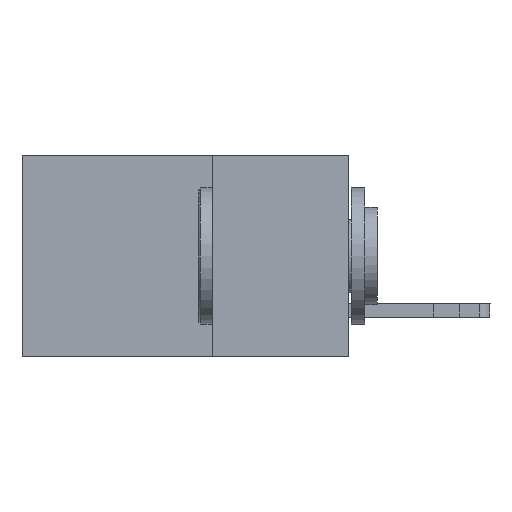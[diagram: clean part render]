
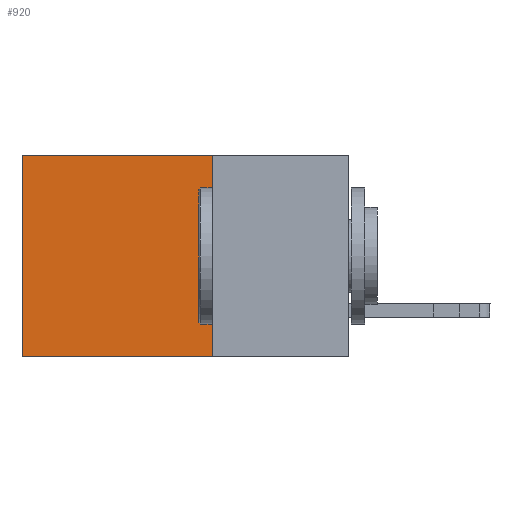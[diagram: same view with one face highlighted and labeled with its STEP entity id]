
A CAD part, left-side view. The second image highlights one B-rep face of the part: STEP entity #920.
In plain terms, the highlighted planar face has unit normal (-1, 0, 0).
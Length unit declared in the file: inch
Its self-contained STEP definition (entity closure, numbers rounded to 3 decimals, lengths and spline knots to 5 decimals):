
#920 = ADVANCED_FACE ( 'NONE', ( #7428 ), #17185, .F. ) ;
#1346 = CARTESIAN_POINT ( 'NONE',  ( 0.2615, 0.25, -0.37 ) ) ;
#1372 = LINE ( 'NONE', #17833, #16663 ) ;
#3227 = CARTESIAN_POINT ( 'NONE',  ( 0.2615, 0.6, 0. ) ) ;
#3265 = VERTEX_POINT ( 'NONE', #7800 ) ;
#3816 = DIRECTION ( 'NONE',  ( 1., 0., 0. ) ) ;
#3970 = VERTEX_POINT ( 'NONE', #3227 ) ;
#4333 = LINE ( 'NONE', #1346, #20042 ) ;
#5457 = AXIS2_PLACEMENT_3D ( 'NONE', #14015, #3816, #10302 ) ;
#6480 = DIRECTION ( 'NONE',  ( 0., 0., -1. ) ) ;
#7428 = FACE_OUTER_BOUND ( 'NONE', #11718, .T. ) ;
#7800 = CARTESIAN_POINT ( 'NONE',  ( 0.2615, 0.6, -0.37 ) ) ;
#7818 = ORIENTED_EDGE ( 'NONE', *, *, #17799, .T. ) ;
#8899 = CARTESIAN_POINT ( 'NONE',  ( 0.2615, 0.25, -0.37 ) ) ;
#10302 = DIRECTION ( 'NONE',  ( 0., 0., -1. ) ) ;
#11201 = CARTESIAN_POINT ( 'NONE',  ( 0.2615, 0.25, 0. ) ) ;
#11718 = EDGE_LOOP ( 'NONE', ( #19423, #12769, #20107, #7818 ) ) ;
#12769 = ORIENTED_EDGE ( 'NONE', *, *, #17296, .F. ) ;
#13967 = VERTEX_POINT ( 'NONE', #8899 ) ;
#14015 = CARTESIAN_POINT ( 'NONE',  ( 0.2615, 0.25, -0.37 ) ) ;
#14315 = DIRECTION ( 'NONE',  ( 0., 1., 0. ) ) ;
#14584 = EDGE_CURVE ( 'NONE', #18558, #13967, #17411, .T. ) ;
#15596 = VECTOR ( 'NONE', #20549, 39.37008 ) ;
#15810 = DIRECTION ( 'NONE',  ( 0., 0., -1. ) ) ;
#16663 = VECTOR ( 'NONE', #6480, 39.37008 ) ;
#17185 = PLANE ( 'NONE',  #5457 ) ;
#17296 = EDGE_CURVE ( 'NONE', #13967, #3265, #4333, .T. ) ;
#17411 = LINE ( 'NONE', #18887, #18374 ) ;
#17469 = LINE ( 'NONE', #11201, #15596 ) ;
#17799 = EDGE_CURVE ( 'NONE', #18558, #3970, #17469, .T. ) ;
#17833 = CARTESIAN_POINT ( 'NONE',  ( 0.2615, 0.6, -0.37 ) ) ;
#18374 = VECTOR ( 'NONE', #15810, 39.37008 ) ;
#18558 = VERTEX_POINT ( 'NONE', #20487 ) ;
#18887 = CARTESIAN_POINT ( 'NONE',  ( 0.2615, 0.25, -0.37 ) ) ;
#19423 = ORIENTED_EDGE ( 'NONE', *, *, #19616, .T. ) ;
#19616 = EDGE_CURVE ( 'NONE', #3970, #3265, #1372, .T. ) ;
#20042 = VECTOR ( 'NONE', #14315, 39.37008 ) ;
#20107 = ORIENTED_EDGE ( 'NONE', *, *, #14584, .F. ) ;
#20487 = CARTESIAN_POINT ( 'NONE',  ( 0.2615, 0.25, 0. ) ) ;
#20549 = DIRECTION ( 'NONE',  ( 0., 1., 0. ) ) ;
